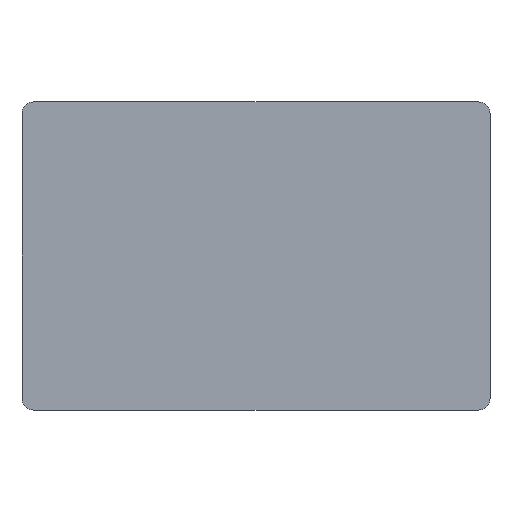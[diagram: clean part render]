
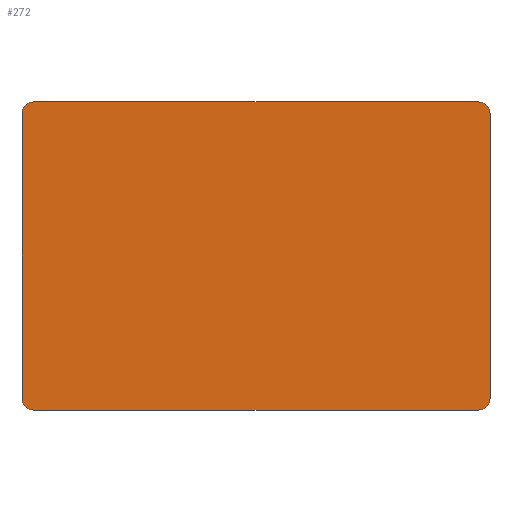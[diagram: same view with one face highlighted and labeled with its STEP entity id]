
A CAD part, front view. The second image highlights one B-rep face of the part: STEP entity #272.
In plain terms, the highlighted planar face has unit normal (0, -1, 0).
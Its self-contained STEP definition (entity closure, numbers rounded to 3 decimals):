
#26=PLANE('',#309);
#41=FACE_OUTER_BOUND('',#57,.T.);
#57=EDGE_LOOP('',(#246,#247,#248,#249,#250,#251,#252,#253));
#68=LINE('',#420,#96);
#74=LINE('',#435,#102);
#84=LINE('',#457,#112);
#85=LINE('',#459,#113);
#96=VECTOR('',#338,10.);
#102=VECTOR('',#354,10.);
#112=VECTOR('',#378,10.);
#113=VECTOR('',#381,10.);
#115=CIRCLE('',#289,1.6);
#119=CIRCLE('',#296,1.6);
#120=CIRCLE('',#298,1.6);
#121=CIRCLE('',#301,1.6);
#124=VERTEX_POINT('',#391);
#125=VERTEX_POINT('',#393);
#136=VERTEX_POINT('',#419);
#137=VERTEX_POINT('',#423);
#138=VERTEX_POINT('',#427);
#139=VERTEX_POINT('',#429);
#140=VERTEX_POINT('',#433);
#141=VERTEX_POINT('',#437);
#148=EDGE_CURVE('',#124,#125,#115,.T.);
#161=EDGE_CURVE('',#125,#136,#68,.T.);
#163=EDGE_CURVE('',#136,#137,#119,.T.);
#166=EDGE_CURVE('',#138,#139,#120,.T.);
#169=EDGE_CURVE('',#140,#138,#74,.T.);
#171=EDGE_CURVE('',#141,#140,#121,.T.);
#180=EDGE_CURVE('',#137,#141,#84,.T.);
#181=EDGE_CURVE('',#139,#124,#85,.T.);
#246=ORIENTED_EDGE('',*,*,#148,.F.);
#247=ORIENTED_EDGE('',*,*,#181,.F.);
#248=ORIENTED_EDGE('',*,*,#166,.F.);
#249=ORIENTED_EDGE('',*,*,#169,.F.);
#250=ORIENTED_EDGE('',*,*,#171,.F.);
#251=ORIENTED_EDGE('',*,*,#180,.F.);
#252=ORIENTED_EDGE('',*,*,#163,.F.);
#253=ORIENTED_EDGE('',*,*,#161,.F.);
#272=ADVANCED_FACE('',(#41),#26,.F.);
#289=AXIS2_PLACEMENT_3D('',#394,#317,#318);
#296=AXIS2_PLACEMENT_3D('',#424,#342,#343);
#298=AXIS2_PLACEMENT_3D('',#430,#348,#349);
#301=AXIS2_PLACEMENT_3D('',#439,#358,#359);
#309=AXIS2_PLACEMENT_3D('',#461,#384,#385);
#317=DIRECTION('center_axis',(0.,1.,0.));
#318=DIRECTION('ref_axis',(-0.707,0.,0.707));
#338=DIRECTION('',(1.,0.,0.));
#342=DIRECTION('center_axis',(0.,1.,0.));
#343=DIRECTION('ref_axis',(0.707,0.,0.707));
#348=DIRECTION('center_axis',(0.,1.,0.));
#349=DIRECTION('ref_axis',(-0.707,0.,-0.707));
#354=DIRECTION('',(-1.,0.,0.));
#358=DIRECTION('center_axis',(0.,1.,0.));
#359=DIRECTION('ref_axis',(0.707,0.,-0.707));
#378=DIRECTION('',(0.,0.,-1.));
#381=DIRECTION('',(0.,0.,1.));
#384=DIRECTION('center_axis',(0.,1.,0.));
#385=DIRECTION('ref_axis',(1.,0.,0.));
#391=CARTESIAN_POINT('',(-32.2,0.,19.6));
#393=CARTESIAN_POINT('',(-30.6,0.,21.2));
#394=CARTESIAN_POINT('Origin',(-30.6,0.,19.6));
#419=CARTESIAN_POINT('',(30.6,0.,21.2));
#420=CARTESIAN_POINT('',(-32.2,0.,21.2));
#423=CARTESIAN_POINT('',(32.2,0.,19.6));
#424=CARTESIAN_POINT('Origin',(30.6,0.,19.6));
#427=CARTESIAN_POINT('',(-30.6,0.,-21.2));
#429=CARTESIAN_POINT('',(-32.2,0.,-19.6));
#430=CARTESIAN_POINT('Origin',(-30.6,0.,-19.6));
#433=CARTESIAN_POINT('',(30.6,0.,-21.2));
#435=CARTESIAN_POINT('',(32.2,0.,-21.2));
#437=CARTESIAN_POINT('',(32.2,0.,-19.6));
#439=CARTESIAN_POINT('Origin',(30.6,0.,-19.6));
#457=CARTESIAN_POINT('',(32.2,0.,21.2));
#459=CARTESIAN_POINT('',(-32.2,0.,-21.2));
#461=CARTESIAN_POINT('Origin',(0.,0.,0.));
